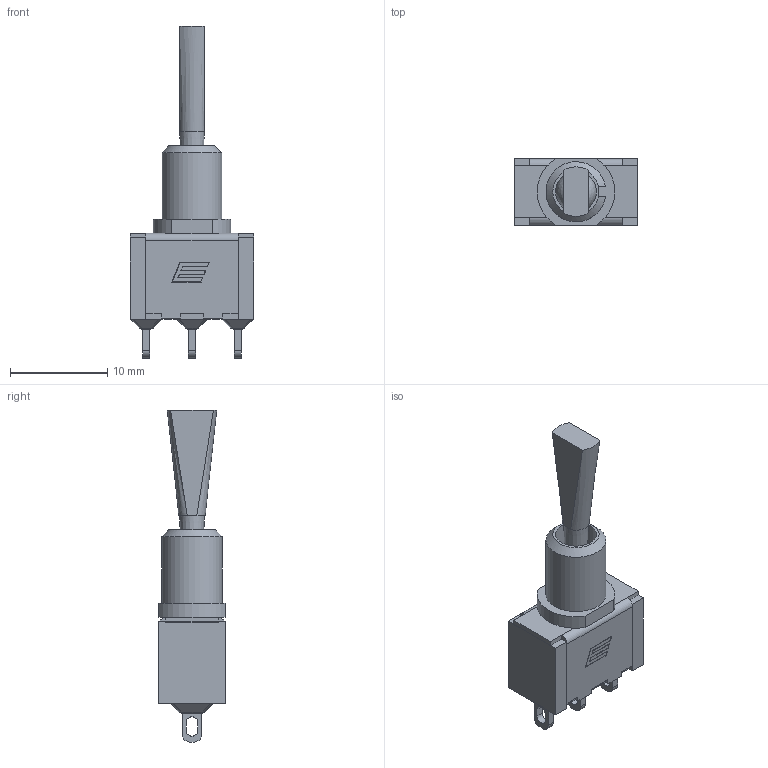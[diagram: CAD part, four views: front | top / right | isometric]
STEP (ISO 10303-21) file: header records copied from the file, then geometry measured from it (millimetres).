
FILE_DESCRIPTION((''),'2;1');
FILE_NAME('100SPxT6B11M1xE.stp','2017-07-13T09:31:01',('mwilliams'),(''),'Autodesk Inventor 2012','Autodesk Inventor 2012','');
FILE_SCHEMA(('AUTOMOTIVE_DESIGN { 1 0 10303 214 1 1 1 1 }'));
Length unit declared in the file: millimetre
Products named in the file (6): 100SPxT6B11M1xE; 100-300SPXBODY; 100SPXBRACKET; 100T6; 100B11BUSHING; 100-300SPXM1
Assembly tree (5 placements, depth 2):
  100SPxT6B11M1xE
    100-300SPXBODY
    100SPXBRACKET
    100T6
    100B11BUSHING
    100-300SPXM1
Bounding box: 12.7 x 6.86 x 34.09 mm (x, y, z)
Volume: 1123.2 mm3; surface area: 1747.9 mm2
Topology: 7 solids, 7 shells, 215 faces, 529 edges, 335 vertices
Faces by surface type: plane 142, cylinder 56, sphere 13, bspline 2, cone 2
Full cylindrical faces by diameter (mm): 4.2 x1
Entity records: 6607 total; most frequent: CARTESIAN_POINT 1227, DIRECTION 1082, ORIENTED_EDGE 1050, EDGE_CURVE 525, VECTOR 404, LINE 404, AXIS2_PLACEMENT_3D 339, VERTEX_POINT 334
